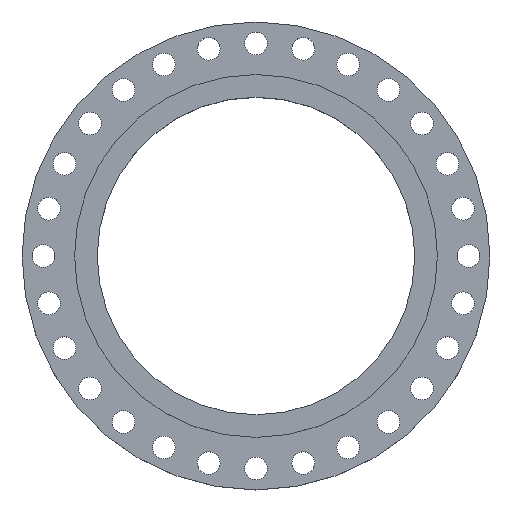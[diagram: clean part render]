
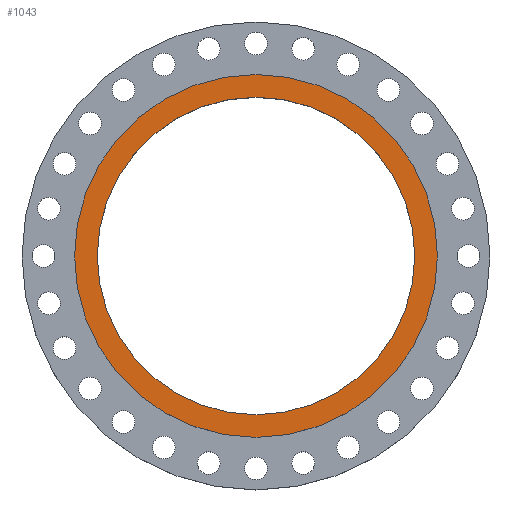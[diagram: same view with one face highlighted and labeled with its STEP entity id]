
A CAD part, top view. The second image highlights one B-rep face of the part: STEP entity #1043.
In plain terms, the highlighted planar face has unit normal (0, 0, 1).
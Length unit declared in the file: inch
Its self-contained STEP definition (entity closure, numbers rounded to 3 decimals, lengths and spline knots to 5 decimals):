
#12 = DIRECTION ( 'NONE',  ( 0., 0., 1. ) ) ;
#24 = ORIENTED_EDGE ( 'NONE', *, *, #2459, .T. ) ;
#29 = CIRCLE ( 'NONE', #1874, 16.625 ) ;
#40 = DIRECTION ( 'NONE',  ( -1., 0., 0. ) ) ;
#57 = CIRCLE ( 'NONE', #964, 19. ) ;
#63 = EDGE_CURVE ( 'NONE', #1059, #609, #29, .T. ) ;
#82 = CARTESIAN_POINT ( 'NONE',  ( -16.625, 0., 0. ) ) ;
#102 = DIRECTION ( 'NONE',  ( 1., 0., 0. ) ) ;
#132 = CIRCLE ( 'NONE', #2218, 19. ) ;
#136 = CARTESIAN_POINT ( 'NONE',  ( 19., 0., 0. ) ) ;
#248 = DIRECTION ( 'NONE',  ( 1., 0., 0. ) ) ;
#464 = DIRECTION ( 'NONE',  ( 0., 0., 1. ) ) ;
#497 = DIRECTION ( 'NONE',  ( 1., 0., 0. ) ) ;
#609 = VERTEX_POINT ( 'NONE', #82 ) ;
#621 = ORIENTED_EDGE ( 'NONE', *, *, #63, .F. ) ;
#639 = AXIS2_PLACEMENT_3D ( 'NONE', #2411, #12, #833 ) ;
#712 = EDGE_LOOP ( 'NONE', ( #24, #2438 ) ) ;
#833 = DIRECTION ( 'NONE',  ( 1., 0., 0. ) ) ;
#837 = EDGE_CURVE ( 'NONE', #609, #1059, #2418, .T. ) ;
#964 = AXIS2_PLACEMENT_3D ( 'NONE', #1731, #2111, #102 ) ;
#1043 = ADVANCED_FACE ( 'NONE', ( #1294, #1267 ), #1094, .F. ) ;
#1059 = VERTEX_POINT ( 'NONE', #2116 ) ;
#1094 = PLANE ( 'NONE',  #1201 ) ;
#1201 = AXIS2_PLACEMENT_3D ( 'NONE', #1515, #2293, #40 ) ;
#1267 = FACE_OUTER_BOUND ( 'NONE', #712, .T. ) ;
#1272 = CARTESIAN_POINT ( 'NONE',  ( 0., 0., 0. ) ) ;
#1294 = FACE_BOUND ( 'NONE', #2353, .T. ) ;
#1515 = CARTESIAN_POINT ( 'NONE',  ( 0., 16.625, 0. ) ) ;
#1731 = CARTESIAN_POINT ( 'NONE',  ( 0., 0., 0. ) ) ;
#1874 = AXIS2_PLACEMENT_3D ( 'NONE', #2460, #464, #248 ) ;
#1994 = ORIENTED_EDGE ( 'NONE', *, *, #837, .F. ) ;
#2017 = CARTESIAN_POINT ( 'NONE',  ( -19., 0., 0. ) ) ;
#2111 = DIRECTION ( 'NONE',  ( 0., 0., 1. ) ) ;
#2116 = CARTESIAN_POINT ( 'NONE',  ( 16.625, 0., 0. ) ) ;
#2159 = EDGE_CURVE ( 'NONE', #2358, #2313, #57, .T. ) ;
#2218 = AXIS2_PLACEMENT_3D ( 'NONE', #1272, #2309, #497 ) ;
#2293 = DIRECTION ( 'NONE',  ( 0., 0., -1. ) ) ;
#2309 = DIRECTION ( 'NONE',  ( 0., 0., 1. ) ) ;
#2313 = VERTEX_POINT ( 'NONE', #136 ) ;
#2353 = EDGE_LOOP ( 'NONE', ( #621, #1994 ) ) ;
#2358 = VERTEX_POINT ( 'NONE', #2017 ) ;
#2411 = CARTESIAN_POINT ( 'NONE',  ( 0., 0., 0. ) ) ;
#2418 = CIRCLE ( 'NONE', #639, 16.625 ) ;
#2438 = ORIENTED_EDGE ( 'NONE', *, *, #2159, .T. ) ;
#2459 = EDGE_CURVE ( 'NONE', #2313, #2358, #132, .T. ) ;
#2460 = CARTESIAN_POINT ( 'NONE',  ( 0., 0., 0. ) ) ;
